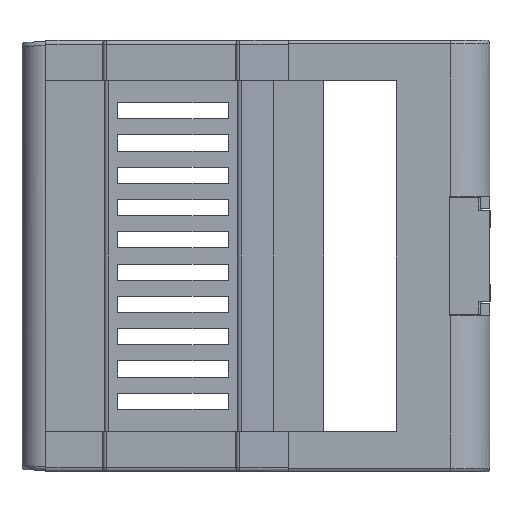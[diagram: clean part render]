
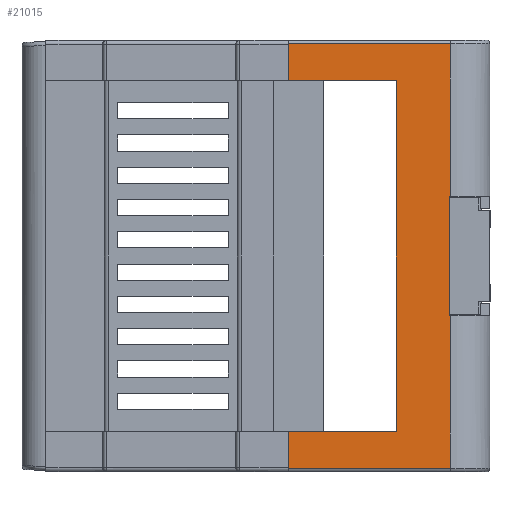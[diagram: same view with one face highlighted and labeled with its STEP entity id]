
A CAD part, left-side view. The second image highlights one B-rep face of the part: STEP entity #21015.
In plain terms, the highlighted face is planar.
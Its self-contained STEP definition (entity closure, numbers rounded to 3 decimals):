
#193 = LINE ( 'NONE', #21773, #21481 ) ;
#242 = VECTOR ( 'NONE', #19743, 1000. ) ;
#281 = ORIENTED_EDGE ( 'NONE', *, *, #3661, .T. ) ;
#810 = LINE ( 'NONE', #16415, #26268 ) ;
#1465 = DIRECTION ( 'NONE',  ( 0., -1., 0. ) ) ;
#1903 = CARTESIAN_POINT ( 'NONE',  ( -44.957, 26.3, 25. ) ) ;
#1997 = VECTOR ( 'NONE', #26001, 1000. ) ;
#2003 = ORIENTED_EDGE ( 'NONE', *, *, #11731, .T. ) ;
#2157 = EDGE_CURVE ( 'NONE', #18595, #14075, #9893, .T. ) ;
#2452 = VECTOR ( 'NONE', #7659, 1000. ) ;
#3048 = DIRECTION ( 'NONE',  ( -0.017, 0., 1. ) ) ;
#3452 = LINE ( 'NONE', #25580, #20198 ) ;
#3502 = CARTESIAN_POINT ( 'NONE',  ( -44.957, -21.75, 25. ) ) ;
#3649 = VECTOR ( 'NONE', #6743, 1000. ) ;
#3661 = EDGE_CURVE ( 'NONE', #17923, #25534, #13507, .T. ) ;
#3858 = EDGE_CURVE ( 'NONE', #22378, #25431, #10285, .T. ) ;
#4169 = ORIENTED_EDGE ( 'NONE', *, *, #2157, .T. ) ;
#4300 = LINE ( 'NONE', #19053, #3649 ) ;
#5111 = CARTESIAN_POINT ( 'NONE',  ( -44.608, -7.35, 5. ) ) ;
#5132 = DIRECTION ( 'NONE',  ( 0.017, 0., -1. ) ) ;
#5668 = ORIENTED_EDGE ( 'NONE', *, *, #16093, .T. ) ;
#5714 = DIRECTION ( 'NONE',  ( 0., -1., 0. ) ) ;
#5942 = ORIENTED_EDGE ( 'NONE', *, *, #21550, .T. ) ;
#6245 = CARTESIAN_POINT ( 'NONE',  ( -44.98, -26.3, 26.3 ) ) ;
#6257 = LINE ( 'NONE', #7451, #18469 ) ;
#6412 = DIRECTION ( 'NONE',  ( -0.017, 0., 1. ) ) ;
#6555 = CARTESIAN_POINT ( 'NONE',  ( -44.957, 21.75, 25. ) ) ;
#6649 = CARTESIAN_POINT ( 'NONE',  ( -44.607, -26.3, 4.913 ) ) ;
#6743 = DIRECTION ( 'NONE',  ( 0., -1., 0. ) ) ;
#7451 = CARTESIAN_POINT ( 'NONE',  ( -44.723, 173.25, 11.6 ) ) ;
#7485 = CARTESIAN_POINT ( 'NONE',  ( -44.98, 26.3, 26.3 ) ) ;
#7659 = DIRECTION ( 'NONE',  ( 0.017, 0., -1. ) ) ;
#8011 = EDGE_CURVE ( 'NONE', #18595, #14816, #19390, .T. ) ;
#8087 = DIRECTION ( 'NONE',  ( -0.017, 0., 1. ) ) ;
#9063 = VERTEX_POINT ( 'NONE', #5111 ) ;
#9864 = LINE ( 'NONE', #6245, #24992 ) ;
#9893 = LINE ( 'NONE', #26291, #2452 ) ;
#10052 = LINE ( 'NONE', #7485, #1997 ) ;
#10285 = LINE ( 'NONE', #12188, #24122 ) ;
#10735 = ORIENTED_EDGE ( 'NONE', *, *, #20791, .T. ) ;
#11527 = LINE ( 'NONE', #25766, #242 ) ;
#11623 = PLANE ( 'NONE',  #15507 ) ;
#11703 = CARTESIAN_POINT ( 'NONE',  ( -44.723, 21.75, 11.6 ) ) ;
#11731 = EDGE_CURVE ( 'NONE', #16721, #17647, #810, .T. ) ;
#12188 = CARTESIAN_POINT ( 'NONE',  ( -44.607, 173.25, 4.913 ) ) ;
#12645 = CARTESIAN_POINT ( 'NONE',  ( -44.723, -21.75, 11.6 ) ) ;
#12800 = EDGE_LOOP ( 'NONE', ( #14897, #5668, #281, #15522, #21896, #22338, #24575, #10735, #22080, #4169, #5942, #2003 ) ) ;
#12939 = CARTESIAN_POINT ( 'NONE',  ( -44.957, -26.3, 25. ) ) ;
#13507 = LINE ( 'NONE', #17572, #17658 ) ;
#14075 = VERTEX_POINT ( 'NONE', #12645 ) ;
#14159 = CARTESIAN_POINT ( 'NONE',  ( -44.608, 7.35, 5. ) ) ;
#14494 = VERTEX_POINT ( 'NONE', #1903 ) ;
#14816 = VERTEX_POINT ( 'NONE', #12939 ) ;
#14897 = ORIENTED_EDGE ( 'NONE', *, *, #24540, .T. ) ;
#15433 = EDGE_CURVE ( 'NONE', #17395, #9063, #4300, .T. ) ;
#15507 = AXIS2_PLACEMENT_3D ( 'NONE', #16004, #19992, #21882 ) ;
#15522 = ORIENTED_EDGE ( 'NONE', *, *, #26470, .T. ) ;
#15697 = CARTESIAN_POINT ( 'NONE',  ( -44.957, 173.25, 25. ) ) ;
#16004 = CARTESIAN_POINT ( 'NONE',  ( -44.98, 173.25, 26.3 ) ) ;
#16093 = EDGE_CURVE ( 'NONE', #14494, #17923, #10052, .T. ) ;
#16415 = CARTESIAN_POINT ( 'NONE',  ( -44.98, 21.75, 26.3 ) ) ;
#16721 = VERTEX_POINT ( 'NONE', #11703 ) ;
#17395 = VERTEX_POINT ( 'NONE', #14159 ) ;
#17572 = CARTESIAN_POINT ( 'NONE',  ( -44.607, 173.25, 4.913 ) ) ;
#17647 = VERTEX_POINT ( 'NONE', #6555 ) ;
#17658 = VECTOR ( 'NONE', #1465, 1000. ) ;
#17923 = VERTEX_POINT ( 'NONE', #19931 ) ;
#18469 = VECTOR ( 'NONE', #19861, 1000. ) ;
#18544 = CARTESIAN_POINT ( 'NONE',  ( -44.607, -7.35, 4.913 ) ) ;
#18595 = VERTEX_POINT ( 'NONE', #3502 ) ;
#19053 = CARTESIAN_POINT ( 'NONE',  ( -44.608, 173.25, 5. ) ) ;
#19140 = CARTESIAN_POINT ( 'NONE',  ( -44.607, 7.35, 4.913 ) ) ;
#19390 = LINE ( 'NONE', #15697, #24246 ) ;
#19634 = DIRECTION ( 'NONE',  ( 0., -1., 0. ) ) ;
#19743 = DIRECTION ( 'NONE',  ( 0., 1., 0. ) ) ;
#19861 = DIRECTION ( 'NONE',  ( 0., 1., 0. ) ) ;
#19931 = CARTESIAN_POINT ( 'NONE',  ( -44.607, 26.3, 4.913 ) ) ;
#19992 = DIRECTION ( 'NONE',  ( 1., 0., 0.017 ) ) ;
#20092 = EDGE_CURVE ( 'NONE', #9063, #22378, #193, .T. ) ;
#20198 = VECTOR ( 'NONE', #3048, 1000. ) ;
#20791 = EDGE_CURVE ( 'NONE', #25431, #14816, #9864, .T. ) ;
#21015 = ADVANCED_FACE ( 'NONE', ( #24019 ), #11623, .F. ) ;
#21481 = VECTOR ( 'NONE', #5132, 1000. ) ;
#21550 = EDGE_CURVE ( 'NONE', #14075, #16721, #6257, .T. ) ;
#21773 = CARTESIAN_POINT ( 'NONE',  ( -44.98, -7.35, 26.3 ) ) ;
#21882 = DIRECTION ( 'NONE',  ( 0.017, 0., -1. ) ) ;
#21896 = ORIENTED_EDGE ( 'NONE', *, *, #15433, .T. ) ;
#22080 = ORIENTED_EDGE ( 'NONE', *, *, #8011, .F. ) ;
#22338 = ORIENTED_EDGE ( 'NONE', *, *, #20092, .T. ) ;
#22378 = VERTEX_POINT ( 'NONE', #18544 ) ;
#24019 = FACE_OUTER_BOUND ( 'NONE', #12800, .T. ) ;
#24122 = VECTOR ( 'NONE', #5714, 1000. ) ;
#24246 = VECTOR ( 'NONE', #19634, 1000. ) ;
#24540 = EDGE_CURVE ( 'NONE', #17647, #14494, #11527, .T. ) ;
#24575 = ORIENTED_EDGE ( 'NONE', *, *, #3858, .T. ) ;
#24992 = VECTOR ( 'NONE', #6412, 1000. ) ;
#25431 = VERTEX_POINT ( 'NONE', #6649 ) ;
#25534 = VERTEX_POINT ( 'NONE', #19140 ) ;
#25580 = CARTESIAN_POINT ( 'NONE',  ( -44.98, 7.35, 26.3 ) ) ;
#25766 = CARTESIAN_POINT ( 'NONE',  ( -44.957, 173.25, 25. ) ) ;
#26001 = DIRECTION ( 'NONE',  ( 0.017, 0., -1. ) ) ;
#26268 = VECTOR ( 'NONE', #8087, 1000. ) ;
#26291 = CARTESIAN_POINT ( 'NONE',  ( -44.98, -21.75, 26.3 ) ) ;
#26470 = EDGE_CURVE ( 'NONE', #25534, #17395, #3452, .T. ) ;
